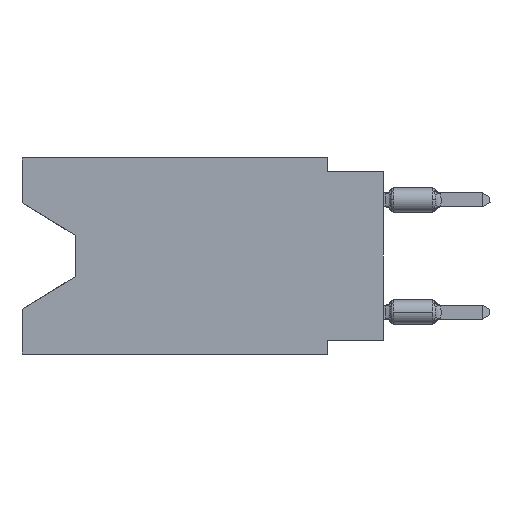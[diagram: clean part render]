
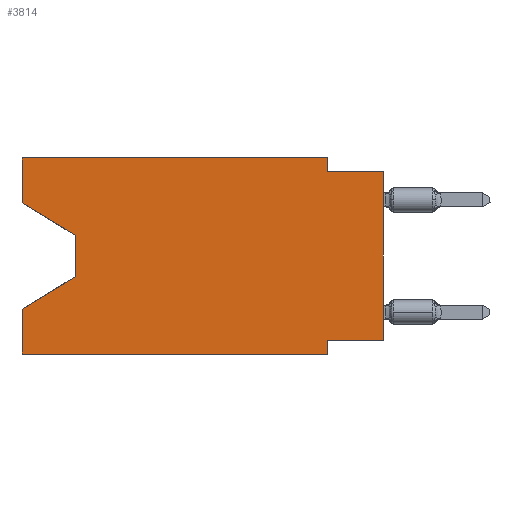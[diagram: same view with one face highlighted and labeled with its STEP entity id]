
A CAD part, left-side view. The second image highlights one B-rep face of the part: STEP entity #3814.
In plain terms, the highlighted planar face has unit normal (-1, 0, 0).
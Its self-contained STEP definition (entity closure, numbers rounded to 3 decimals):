
#881 = EDGE_CURVE ( 'NONE', #3825, #1176, #14538, .T. ) ;
#977 = CARTESIAN_POINT ( 'NONE',  ( 0., 16.383, 0. ) ) ;
#1176 = VERTEX_POINT ( 'NONE', #977 ) ;
#1664 = LINE ( 'NONE', #21772, #24934 ) ;
#1685 = EDGE_CURVE ( 'NONE', #1176, #12893, #13973, .T. ) ;
#2367 = CARTESIAN_POINT ( 'NONE',  ( 0., 16.383, -6.852 ) ) ;
#3614 = LINE ( 'NONE', #13996, #5476 ) ;
#3698 = EDGE_CURVE ( 'NONE', #12933, #17217, #1664, .T. ) ;
#3792 = ORIENTED_EDGE ( 'NONE', *, *, #5160, .F. ) ;
#3814 = ADVANCED_FACE ( 'NONE', ( #15326 ), #19958, .F. ) ;
#3825 = VERTEX_POINT ( 'NONE', #28678 ) ;
#4041 = VECTOR ( 'NONE', #4275, 1000. ) ;
#4275 = DIRECTION ( 'NONE',  ( 0., 1., 0. ) ) ;
#4323 = DIRECTION ( 'NONE',  ( 0., 0., 1. ) ) ;
#4850 = ORIENTED_EDGE ( 'NONE', *, *, #29045, .F. ) ;
#4976 = CARTESIAN_POINT ( 'NONE',  ( 0., 16.383, 0. ) ) ;
#5160 = EDGE_CURVE ( 'NONE', #18974, #17217, #24056, .T. ) ;
#5476 = VECTOR ( 'NONE', #26528, 1000. ) ;
#5723 = CARTESIAN_POINT ( 'NONE',  ( 0., 0., -8.255 ) ) ;
#6230 = DIRECTION ( 'NONE',  ( 0., -1., 0. ) ) ;
#7372 = VECTOR ( 'NONE', #29994, 1000. ) ;
#7436 = DIRECTION ( 'NONE',  ( 0., 0., -1. ) ) ;
#7853 = VERTEX_POINT ( 'NONE', #19218 ) ;
#7888 = LINE ( 'NONE', #17302, #7372 ) ;
#8144 = CARTESIAN_POINT ( 'NONE',  ( 0., 2.54, -8.89 ) ) ;
#8274 = EDGE_CURVE ( 'NONE', #10260, #10490, #16701, .T. ) ;
#8746 = LINE ( 'NONE', #15964, #30871 ) ;
#8851 = VECTOR ( 'NONE', #12401, 1000. ) ;
#9082 = VECTOR ( 'NONE', #23088, 1000. ) ;
#10260 = VERTEX_POINT ( 'NONE', #28952 ) ;
#10490 = VERTEX_POINT ( 'NONE', #2367 ) ;
#10592 = EDGE_LOOP ( 'NONE', ( #11177, #13010, #28901, #14692, #28885, #4850, #11564, #31866, #3792, #17791, #18726, #26330 ) ) ;
#10789 = CARTESIAN_POINT ( 'NONE',  ( 0., 2.54, -8.255 ) ) ;
#11177 = ORIENTED_EDGE ( 'NONE', *, *, #26220, .T. ) ;
#11564 = ORIENTED_EDGE ( 'NONE', *, *, #29203, .F. ) ;
#11843 = CARTESIAN_POINT ( 'NONE',  ( 0., 16.383, 0. ) ) ;
#12077 = VERTEX_POINT ( 'NONE', #10789 ) ;
#12401 = DIRECTION ( 'NONE',  ( 0., 0., 1. ) ) ;
#12893 = VERTEX_POINT ( 'NONE', #31428 ) ;
#12933 = VERTEX_POINT ( 'NONE', #5723 ) ;
#13010 = ORIENTED_EDGE ( 'NONE', *, *, #25442, .T. ) ;
#13719 = VECTOR ( 'NONE', #28882, 1000. ) ;
#13868 = AXIS2_PLACEMENT_3D ( 'NONE', #30015, #20433, #7436 ) ;
#13973 = LINE ( 'NONE', #11843, #16400 ) ;
#13996 = CARTESIAN_POINT ( 'NONE',  ( 0., 16.383, -2.038 ) ) ;
#14009 = CARTESIAN_POINT ( 'NONE',  ( 0., 0., -8.255 ) ) ;
#14386 = VECTOR ( 'NONE', #31141, 1000. ) ;
#14538 = LINE ( 'NONE', #16514, #28482 ) ;
#14692 = ORIENTED_EDGE ( 'NONE', *, *, #16379, .F. ) ;
#15326 = FACE_OUTER_BOUND ( 'NONE', #10592, .T. ) ;
#15964 = CARTESIAN_POINT ( 'NONE',  ( 0., 2.54, -8.89 ) ) ;
#16379 = EDGE_CURVE ( 'NONE', #30874, #10490, #27391, .T. ) ;
#16400 = VECTOR ( 'NONE', #6230, 1000. ) ;
#16514 = CARTESIAN_POINT ( 'NONE',  ( 0., 16.383, 0. ) ) ;
#16701 = LINE ( 'NONE', #17476, #27050 ) ;
#17217 = VERTEX_POINT ( 'NONE', #22024 ) ;
#17302 = CARTESIAN_POINT ( 'NONE',  ( 0., 13.97, -3.505 ) ) ;
#17476 = CARTESIAN_POINT ( 'NONE',  ( 0., 13.97, -5.385 ) ) ;
#17501 = CARTESIAN_POINT ( 'NONE',  ( 0., 2.54, 0. ) ) ;
#17791 = ORIENTED_EDGE ( 'NONE', *, *, #19514, .F. ) ;
#18726 = ORIENTED_EDGE ( 'NONE', *, *, #1685, .F. ) ;
#18974 = VERTEX_POINT ( 'NONE', #19700 ) ;
#19218 = CARTESIAN_POINT ( 'NONE',  ( 0., 13.97, -3.505 ) ) ;
#19514 = EDGE_CURVE ( 'NONE', #12893, #18974, #20133, .T. ) ;
#19700 = CARTESIAN_POINT ( 'NONE',  ( 0., 2.54, -0.635 ) ) ;
#19958 = PLANE ( 'NONE',  #13868 ) ;
#20047 = CARTESIAN_POINT ( 'NONE',  ( 0., 16.383, -8.89 ) ) ;
#20133 = LINE ( 'NONE', #17501, #9082 ) ;
#20433 = DIRECTION ( 'NONE',  ( 1., 0., 0. ) ) ;
#21772 = CARTESIAN_POINT ( 'NONE',  ( 0., 0., 0. ) ) ;
#22024 = CARTESIAN_POINT ( 'NONE',  ( 0., 0., -0.635 ) ) ;
#23088 = DIRECTION ( 'NONE',  ( 0., 0., -1. ) ) ;
#23493 = EDGE_CURVE ( 'NONE', #30874, #32608, #25743, .T. ) ;
#23708 = DIRECTION ( 'NONE',  ( 0., 0., -1. ) ) ;
#24056 = LINE ( 'NONE', #31316, #14386 ) ;
#24280 = DIRECTION ( 'NONE',  ( 0., 0.855, -0.519 ) ) ;
#24584 = DIRECTION ( 'NONE',  ( 0., 0., 1. ) ) ;
#24705 = LINE ( 'NONE', #14009, #4041 ) ;
#24934 = VECTOR ( 'NONE', #24584, 1000. ) ;
#25442 = EDGE_CURVE ( 'NONE', #7853, #10260, #7888, .T. ) ;
#25743 = LINE ( 'NONE', #28391, #13719 ) ;
#26220 = EDGE_CURVE ( 'NONE', #3825, #7853, #3614, .T. ) ;
#26330 = ORIENTED_EDGE ( 'NONE', *, *, #881, .F. ) ;
#26528 = DIRECTION ( 'NONE',  ( 0., -0.855, -0.519 ) ) ;
#27050 = VECTOR ( 'NONE', #24280, 1000. ) ;
#27391 = LINE ( 'NONE', #4976, #8851 ) ;
#28391 = CARTESIAN_POINT ( 'NONE',  ( 0., 16.383, -8.89 ) ) ;
#28482 = VECTOR ( 'NONE', #4323, 1000. ) ;
#28678 = CARTESIAN_POINT ( 'NONE',  ( 0., 16.383, -2.038 ) ) ;
#28882 = DIRECTION ( 'NONE',  ( 0., -1., 0. ) ) ;
#28885 = ORIENTED_EDGE ( 'NONE', *, *, #23493, .T. ) ;
#28901 = ORIENTED_EDGE ( 'NONE', *, *, #8274, .T. ) ;
#28952 = CARTESIAN_POINT ( 'NONE',  ( 0., 13.97, -5.385 ) ) ;
#29045 = EDGE_CURVE ( 'NONE', #12077, #32608, #8746, .T. ) ;
#29203 = EDGE_CURVE ( 'NONE', #12933, #12077, #24705, .T. ) ;
#29994 = DIRECTION ( 'NONE',  ( 0., 0., -1. ) ) ;
#30015 = CARTESIAN_POINT ( 'NONE',  ( 0., 16.383, 0. ) ) ;
#30871 = VECTOR ( 'NONE', #23708, 1000. ) ;
#30874 = VERTEX_POINT ( 'NONE', #20047 ) ;
#31141 = DIRECTION ( 'NONE',  ( 0., -1., 0. ) ) ;
#31316 = CARTESIAN_POINT ( 'NONE',  ( 0., 0., -0.635 ) ) ;
#31428 = CARTESIAN_POINT ( 'NONE',  ( 0., 2.54, 0. ) ) ;
#31866 = ORIENTED_EDGE ( 'NONE', *, *, #3698, .T. ) ;
#32608 = VERTEX_POINT ( 'NONE', #8144 ) ;
